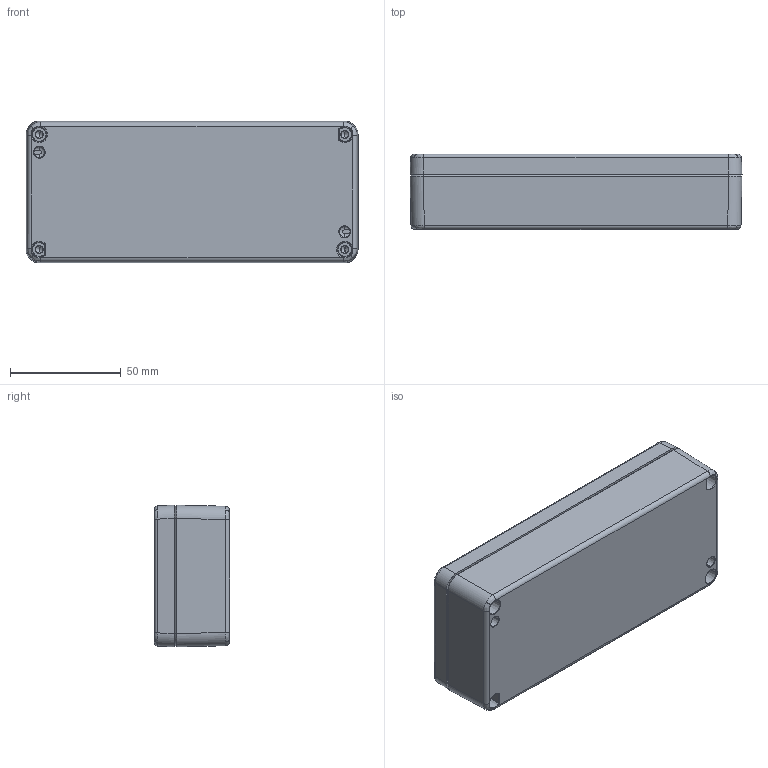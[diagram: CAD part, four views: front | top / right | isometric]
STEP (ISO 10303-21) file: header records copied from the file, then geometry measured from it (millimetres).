
FILE_DESCRIPTION (( 'STEP AP214' ), '1' );
FILE_NAME ('01061503.STEP', '2009-03-10T06:19:55', ( ' ' ), ( '' ), 'SwSTEP 2.0', 'SolidWorks 2008', '' );
FILE_SCHEMA (( 'AUTOMOTIVE_DESIGN' ));
Length unit declared in the file: millimetre
Products named in the file (8): 93132_Standard; 82002_Standard; 01061503; 02012_Standard; 01012_Standard
Assembly tree (7 placements, depth 2):
  01061503
    93132_Standard
    01012_Standard
    93132_Standard
    02012_Standard
    93132_Standard
    82002_Standard
    93132_Standard
Bounding box: 150 x 34 x 64 mm (x, y, z)
Volume: 99054.6 mm3; surface area: 69433.2 mm2
Topology: 7 solids, 7 shells, 931 faces, 2179 edges, 1268 vertices
Faces by surface type: bspline 270, cylinder 222, plane 188, torus 136, cone 111, sphere 4
Entity records: 37458 total; most frequent: CARTESIAN_POINT 17619, ORIENTED_EDGE 4302, DIRECTION 3931, EDGE_CURVE 2151, AXIS2_PLACEMENT_3D 1602, VERTEX_POINT 1268, EDGE_LOOP 985, ADVANCED_FACE 931
